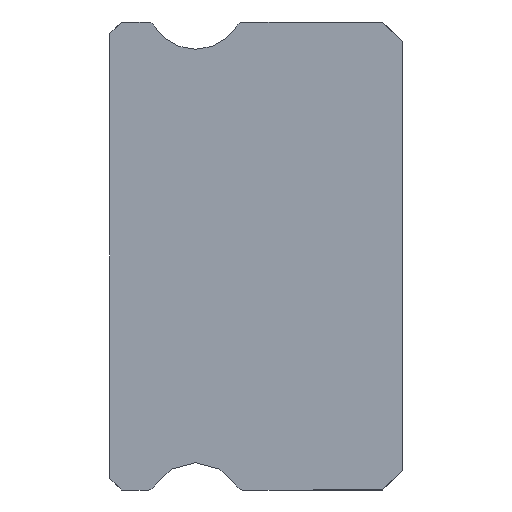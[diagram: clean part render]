
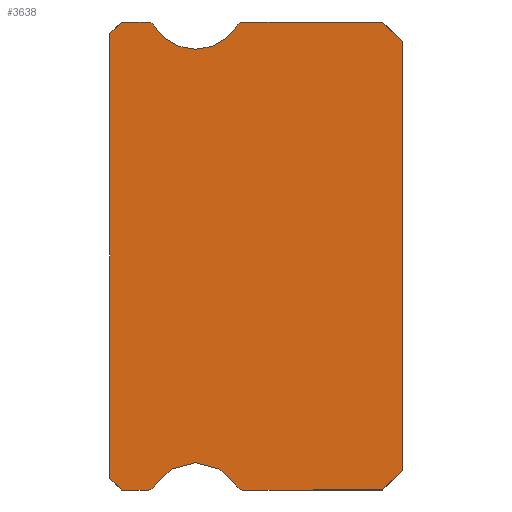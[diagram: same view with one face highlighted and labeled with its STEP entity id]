
A CAD part, left-side view. The second image highlights one B-rep face of the part: STEP entity #3638.
In plain terms, the highlighted planar face has unit normal (-1, 0, 0).
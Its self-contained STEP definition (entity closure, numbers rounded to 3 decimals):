
#21 = DIRECTION ( 'NONE',  ( 0., 1., 0. ) ) ;
#165 = CARTESIAN_POINT ( 'NONE',  ( -10., 0., -5.5 ) ) ;
#174 = VERTEX_POINT ( 'NONE', #5229 ) ;
#257 = DIRECTION ( 'NONE',  ( 0., 1., 0. ) ) ;
#258 = DIRECTION ( 'NONE',  ( 0., -0.707, -0.707 ) ) ;
#345 = CARTESIAN_POINT ( 'NONE',  ( -10., 6.512, -6. ) ) ;
#373 = CARTESIAN_POINT ( 'NONE',  ( -10., 5.3, 6.55 ) ) ;
#422 = CARTESIAN_POINT ( 'NONE',  ( -10., 6.383, -5.925 ) ) ;
#428 = CARTESIAN_POINT ( 'NONE',  ( -10., 7.5, 5.7 ) ) ;
#475 = LINE ( 'NONE', #2147, #5184 ) ;
#761 = CARTESIAN_POINT ( 'NONE',  ( -10., 7.2, 6. ) ) ;
#812 = LINE ( 'NONE', #1041, #2973 ) ;
#938 = EDGE_CURVE ( 'NONE', #5831, #10703, #11350, .T. ) ;
#1030 = VECTOR ( 'NONE', #6702, 1000. ) ;
#1041 = CARTESIAN_POINT ( 'NONE',  ( -10., 7.2, 6. ) ) ;
#1065 = VERTEX_POINT ( 'NONE', #7083 ) ;
#1081 = ORIENTED_EDGE ( 'NONE', *, *, #3947, .T. ) ;
#1270 = CARTESIAN_POINT ( 'NONE',  ( -10., 6.383, 5.925 ) ) ;
#1338 = EDGE_CURVE ( 'NONE', #4917, #6634, #2167, .T. ) ;
#1419 = LINE ( 'NONE', #345, #9186 ) ;
#1429 = VERTEX_POINT ( 'NONE', #8902 ) ;
#1460 = CARTESIAN_POINT ( 'NONE',  ( -10., 0., -5.5 ) ) ;
#1613 = EDGE_CURVE ( 'NONE', #9833, #3227, #3208, .T. ) ;
#1652 = DIRECTION ( 'NONE',  ( 1., 0., 0. ) ) ;
#1661 = AXIS2_PLACEMENT_3D ( 'NONE', #4160, #10457, #5977 ) ;
#1667 = VECTOR ( 'NONE', #258, 1000. ) ;
#1709 = DIRECTION ( 'NONE',  ( 0., 0., -1. ) ) ;
#1967 = AXIS2_PLACEMENT_3D ( 'NONE', #5100, #8934, #11420 ) ;
#2108 = LINE ( 'NONE', #2163, #6000 ) ;
#2147 = CARTESIAN_POINT ( 'NONE',  ( -10., 7.5, 5.85 ) ) ;
#2163 = CARTESIAN_POINT ( 'NONE',  ( -10., 6.512, -6. ) ) ;
#2167 = CIRCLE ( 'NONE', #2741, 0.15 ) ;
#2231 = LINE ( 'NONE', #428, #10900 ) ;
#2235 = EDGE_LOOP ( 'NONE', ( #1081, #4666, #8471, #4155, #7367, #3823, #2268, #8014, #7637, #9003, #5329, #5604, #10345, #4381, #2745, #5171, #3426 ) ) ;
#2268 = ORIENTED_EDGE ( 'NONE', *, *, #1338, .F. ) ;
#2272 = DIRECTION ( 'NONE',  ( 1., 0., 0. ) ) ;
#2274 = DIRECTION ( 'NONE',  ( 0., 0., 1. ) ) ;
#2357 = EDGE_CURVE ( 'NONE', #6634, #9401, #11363, .T. ) ;
#2415 = CIRCLE ( 'NONE', #5594, 1.25 ) ;
#2510 = EDGE_CURVE ( 'NONE', #5831, #1065, #6329, .T. ) ;
#2539 = DIRECTION ( 'NONE',  ( -1., 0., 0. ) ) ;
#2741 = AXIS2_PLACEMENT_3D ( 'NONE', #10857, #7005, #7185 ) ;
#2745 = ORIENTED_EDGE ( 'NONE', *, *, #10383, .F. ) ;
#2973 = VECTOR ( 'NONE', #21, 1000. ) ;
#3208 = LINE ( 'NONE', #10364, #1030 ) ;
#3227 = VERTEX_POINT ( 'NONE', #9150 ) ;
#3426 = ORIENTED_EDGE ( 'NONE', *, *, #10470, .T. ) ;
#3453 = CARTESIAN_POINT ( 'NONE',  ( -10., 0.5, -6. ) ) ;
#3638 = ADVANCED_FACE ( 'NONE', ( #10309 ), #3967, .F. ) ;
#3765 = CARTESIAN_POINT ( 'NONE',  ( -10., 0., 5.5 ) ) ;
#3823 = ORIENTED_EDGE ( 'NONE', *, *, #2357, .F. ) ;
#3947 = EDGE_CURVE ( 'NONE', #8784, #6016, #2231, .T. ) ;
#3967 = PLANE ( 'NONE',  #8430 ) ;
#3994 = CARTESIAN_POINT ( 'NONE',  ( -10., 7.5, 5.7 ) ) ;
#4155 = ORIENTED_EDGE ( 'NONE', *, *, #9114, .T. ) ;
#4160 = CARTESIAN_POINT ( 'NONE',  ( -10., 6.512, 5.85 ) ) ;
#4264 = VERTEX_POINT ( 'NONE', #6440 ) ;
#4307 = CARTESIAN_POINT ( 'NONE',  ( -10., 6.512, -5.85 ) ) ;
#4381 = ORIENTED_EDGE ( 'NONE', *, *, #9474, .F. ) ;
#4464 = LINE ( 'NONE', #9701, #7909 ) ;
#4607 = VECTOR ( 'NONE', #8519, 1000. ) ;
#4666 = ORIENTED_EDGE ( 'NONE', *, *, #5515, .F. ) ;
#4917 = VERTEX_POINT ( 'NONE', #9216 ) ;
#5100 = CARTESIAN_POINT ( 'NONE',  ( -10., 5.3, -6.55 ) ) ;
#5171 = ORIENTED_EDGE ( 'NONE', *, *, #7538, .F. ) ;
#5184 = VECTOR ( 'NONE', #2274, 1000. ) ;
#5229 = CARTESIAN_POINT ( 'NONE',  ( -10., 6.512, 6. ) ) ;
#5329 = ORIENTED_EDGE ( 'NONE', *, *, #6592, .F. ) ;
#5500 = AXIS2_PLACEMENT_3D ( 'NONE', #4307, #1652, #1709 ) ;
#5515 = EDGE_CURVE ( 'NONE', #6249, #6016, #475, .T. ) ;
#5594 = AXIS2_PLACEMENT_3D ( 'NONE', #10585, #2539, #10462 ) ;
#5604 = ORIENTED_EDGE ( 'NONE', *, *, #1613, .F. ) ;
#5831 = VERTEX_POINT ( 'NONE', #165 ) ;
#5977 = DIRECTION ( 'NONE',  ( 0., 0., -1. ) ) ;
#6000 = VECTOR ( 'NONE', #257, 1000. ) ;
#6016 = VERTEX_POINT ( 'NONE', #3994 ) ;
#6202 = AXIS2_PLACEMENT_3D ( 'NONE', #373, #7386, #8286 ) ;
#6249 = VERTEX_POINT ( 'NONE', #6826 ) ;
#6329 = LINE ( 'NONE', #3765, #10040 ) ;
#6346 = VERTEX_POINT ( 'NONE', #11625 ) ;
#6440 = CARTESIAN_POINT ( 'NONE',  ( -10., 6.512, -6. ) ) ;
#6592 = EDGE_CURVE ( 'NONE', #3227, #1065, #4464, .T. ) ;
#6634 = VERTEX_POINT ( 'NONE', #7216 ) ;
#6698 = DIRECTION ( 'NONE',  ( 0., -1., 0. ) ) ;
#6702 = DIRECTION ( 'NONE',  ( 0., -1., 0. ) ) ;
#6716 = CIRCLE ( 'NONE', #1661, 0.15 ) ;
#6826 = CARTESIAN_POINT ( 'NONE',  ( -10., 7.5, -5.7 ) ) ;
#7005 = DIRECTION ( 'NONE',  ( 1., 0., 0. ) ) ;
#7083 = CARTESIAN_POINT ( 'NONE',  ( -10., 0., 5.5 ) ) ;
#7185 = DIRECTION ( 'NONE',  ( 0., 0., -1. ) ) ;
#7205 = CARTESIAN_POINT ( 'NONE',  ( -10., 4.217, 5.925 ) ) ;
#7216 = CARTESIAN_POINT ( 'NONE',  ( -10., 4.217, -5.925 ) ) ;
#7367 = ORIENTED_EDGE ( 'NONE', *, *, #11137, .F. ) ;
#7386 = DIRECTION ( 'NONE',  ( -1., 0., 0. ) ) ;
#7428 = CARTESIAN_POINT ( 'NONE',  ( -10., 6.512, 5.85 ) ) ;
#7538 = EDGE_CURVE ( 'NONE', #174, #10595, #6716, .T. ) ;
#7541 = DIRECTION ( 'NONE',  ( 0., 0., -1. ) ) ;
#7546 = CIRCLE ( 'NONE', #5500, 0.15 ) ;
#7637 = ORIENTED_EDGE ( 'NONE', *, *, #938, .F. ) ;
#7862 = AXIS2_PLACEMENT_3D ( 'NONE', #8472, #9461, #8522 ) ;
#7909 = VECTOR ( 'NONE', #8830, 1000. ) ;
#8014 = ORIENTED_EDGE ( 'NONE', *, *, #9379, .F. ) ;
#8067 = CARTESIAN_POINT ( 'NONE',  ( -10., 4.088, 6. ) ) ;
#8286 = DIRECTION ( 'NONE',  ( 0., 0., -1. ) ) ;
#8334 = LINE ( 'NONE', #9389, #1667 ) ;
#8398 = DIRECTION ( 'NONE',  ( 0., 0.707, -0.707 ) ) ;
#8430 = AXIS2_PLACEMENT_3D ( 'NONE', #7428, #2272, #7541 ) ;
#8471 = ORIENTED_EDGE ( 'NONE', *, *, #8985, .T. ) ;
#8472 = CARTESIAN_POINT ( 'NONE',  ( -10., 4.088, 5.85 ) ) ;
#8519 = DIRECTION ( 'NONE',  ( 0., 0.707, -0.707 ) ) ;
#8522 = DIRECTION ( 'NONE',  ( 0., 0., -1. ) ) ;
#8784 = VERTEX_POINT ( 'NONE', #761 ) ;
#8830 = DIRECTION ( 'NONE',  ( 0., -0.707, -0.707 ) ) ;
#8902 = CARTESIAN_POINT ( 'NONE',  ( -10., 5.3, 5.3 ) ) ;
#8934 = DIRECTION ( 'NONE',  ( -1., 0., 0. ) ) ;
#8985 = EDGE_CURVE ( 'NONE', #6249, #6346, #8334, .T. ) ;
#9003 = ORIENTED_EDGE ( 'NONE', *, *, #2510, .T. ) ;
#9114 = EDGE_CURVE ( 'NONE', #6346, #4264, #1419, .T. ) ;
#9150 = CARTESIAN_POINT ( 'NONE',  ( -10., 0.5, 6. ) ) ;
#9186 = VECTOR ( 'NONE', #6698, 1000. ) ;
#9216 = CARTESIAN_POINT ( 'NONE',  ( -10., 4.088, -6. ) ) ;
#9379 = EDGE_CURVE ( 'NONE', #10703, #4917, #2108, .T. ) ;
#9389 = CARTESIAN_POINT ( 'NONE',  ( -10., 7.2, -6. ) ) ;
#9401 = VERTEX_POINT ( 'NONE', #422 ) ;
#9461 = DIRECTION ( 'NONE',  ( 1., 0., 0. ) ) ;
#9474 = EDGE_CURVE ( 'NONE', #1429, #9707, #11285, .T. ) ;
#9701 = CARTESIAN_POINT ( 'NONE',  ( -10., 0.5, 6. ) ) ;
#9707 = VERTEX_POINT ( 'NONE', #7205 ) ;
#9833 = VERTEX_POINT ( 'NONE', #8067 ) ;
#10031 = DIRECTION ( 'NONE',  ( 0., 0., 1. ) ) ;
#10040 = VECTOR ( 'NONE', #10031, 1000. ) ;
#10189 = EDGE_CURVE ( 'NONE', #9707, #9833, #11238, .T. ) ;
#10309 = FACE_OUTER_BOUND ( 'NONE', #2235, .T. ) ;
#10345 = ORIENTED_EDGE ( 'NONE', *, *, #10189, .F. ) ;
#10364 = CARTESIAN_POINT ( 'NONE',  ( -10., 6.512, 6. ) ) ;
#10383 = EDGE_CURVE ( 'NONE', #10595, #1429, #2415, .T. ) ;
#10457 = DIRECTION ( 'NONE',  ( 1., 0., 0. ) ) ;
#10462 = DIRECTION ( 'NONE',  ( 0., 0., -1. ) ) ;
#10470 = EDGE_CURVE ( 'NONE', #174, #8784, #812, .T. ) ;
#10585 = CARTESIAN_POINT ( 'NONE',  ( -10., 5.3, 6.55 ) ) ;
#10595 = VERTEX_POINT ( 'NONE', #1270 ) ;
#10703 = VERTEX_POINT ( 'NONE', #3453 ) ;
#10857 = CARTESIAN_POINT ( 'NONE',  ( -10., 4.088, -5.85 ) ) ;
#10900 = VECTOR ( 'NONE', #8398, 1000. ) ;
#11137 = EDGE_CURVE ( 'NONE', #9401, #4264, #7546, .T. ) ;
#11238 = CIRCLE ( 'NONE', #7862, 0.15 ) ;
#11285 = CIRCLE ( 'NONE', #6202, 1.25 ) ;
#11350 = LINE ( 'NONE', #1460, #4607 ) ;
#11363 = CIRCLE ( 'NONE', #1967, 1.25 ) ;
#11420 = DIRECTION ( 'NONE',  ( 0., 0., -1. ) ) ;
#11625 = CARTESIAN_POINT ( 'NONE',  ( -10., 7.2, -6. ) ) ;
